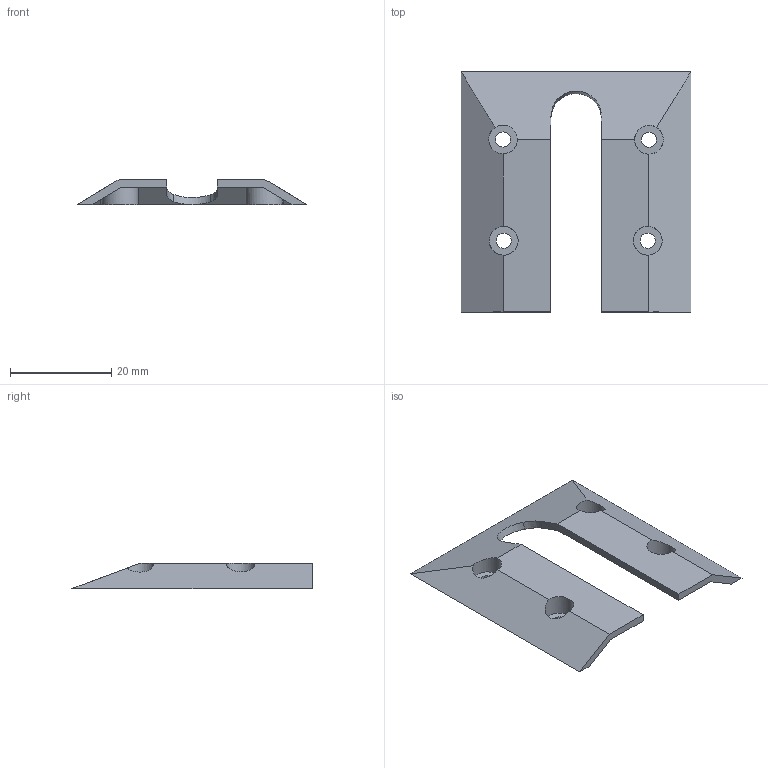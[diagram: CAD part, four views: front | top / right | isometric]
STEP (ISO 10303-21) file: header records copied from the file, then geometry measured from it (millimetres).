
FILE_DESCRIPTION(/* description */ (''),/* implementation_level */ '2;1');
FILE_NAME(/* name */ 'Mounting Block Side Panel.step',/* time_stamp */ '2022-02-21T10:12:35-08:00',/* author */ (''),/* organization */ (''),/* preprocessor_version */ 'ST-DEVELOPER v18.1',/* originating_system */ 'Autodesk Translation Framework v10.13.0.1454',/* authorisation */ '');
FILE_SCHEMA (('AUTOMOTIVE_DESIGN { 1 0 10303 214 3 1 1 }'));
Length unit declared in the file: millimetre
Products named in the file (1): Mounting Block Side Panel
Bounding box: 45.4 x 47.5 x 4.96 mm (x, y, z)
Volume: 2502.7 mm3; surface area: 4313.4 mm2
Topology: 1 solids, 1 shells, 44 faces, 123 edges, 81 vertices
Faces by surface type: plane 22, cylinder 14, bspline 8
Full cylindrical faces by diameter (mm): 3 x4, 5.7 x4, 7.28 x2
Entity records: 1691 total; most frequent: CARTESIAN_POINT 547, ORIENTED_EDGE 246, DIRECTION 211, EDGE_CURVE 123, VERTEX_POINT 81, AXIS2_PLACEMENT_3D 80, EDGE_LOOP 52, LINE 51
